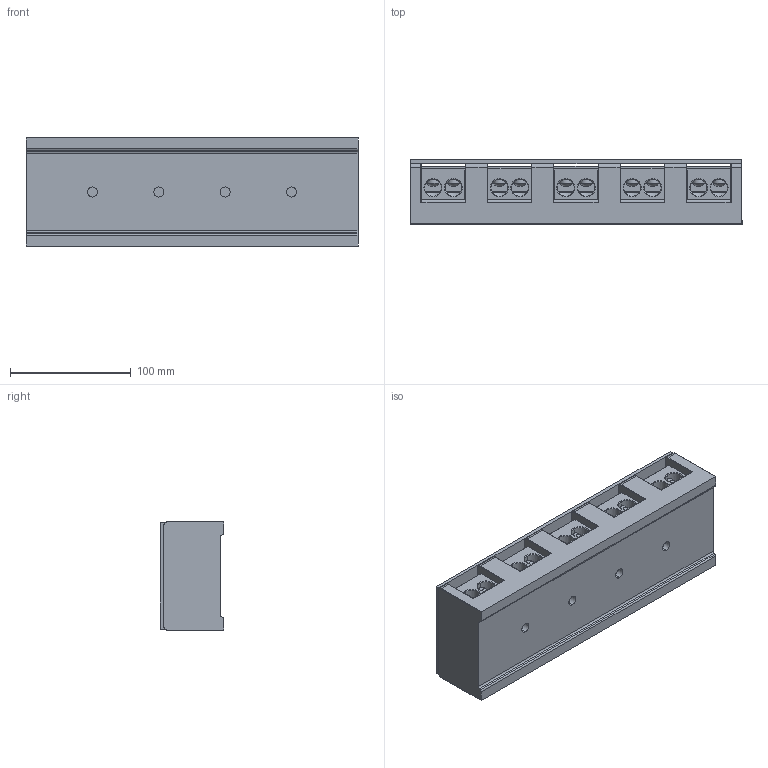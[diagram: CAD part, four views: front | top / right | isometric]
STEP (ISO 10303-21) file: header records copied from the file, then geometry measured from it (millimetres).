
FILE_DESCRIPTION((''),'2;1');
FILE_NAME('UDJ-3005_2_70','2024-07-04T',('dell'),(''),'PRO/ENGINEER BY PARAMETRIC TECHNOLOGY CORPORATION, 2013230','PRO/ENGINEER BY PARAMETRIC TECHNOLOGY CORPORATION, 2013230','');
FILE_SCHEMA(('AUTOMOTIVE_DESIGN { 1 0 10303 214 1 1 1 1 }'));
Products named in the file (1): UDJ-3005_2_70
Bounding box: 275 x 53 x 90 mm (x, y, z)
Volume: 896459.3 mm3; surface area: 209009.3 mm2
Topology: 6 solids, 34 shells, 2151 faces, 5959 edges, 3861 vertices
Faces by surface type: plane 1310, cylinder 414, bspline 180, cone 160, torus 44, sphere 40, extrusion 3
Entity records: 79953 total; most frequent: CARTESIAN_POINT 26285, ORIENTED_EDGE 11778, DIRECTION 10149, EDGE_CURVE 5889, VECTOR 4001, LINE 3998, VERTEX_POINT 3861, AXIS2_PLACEMENT_3D 3074
